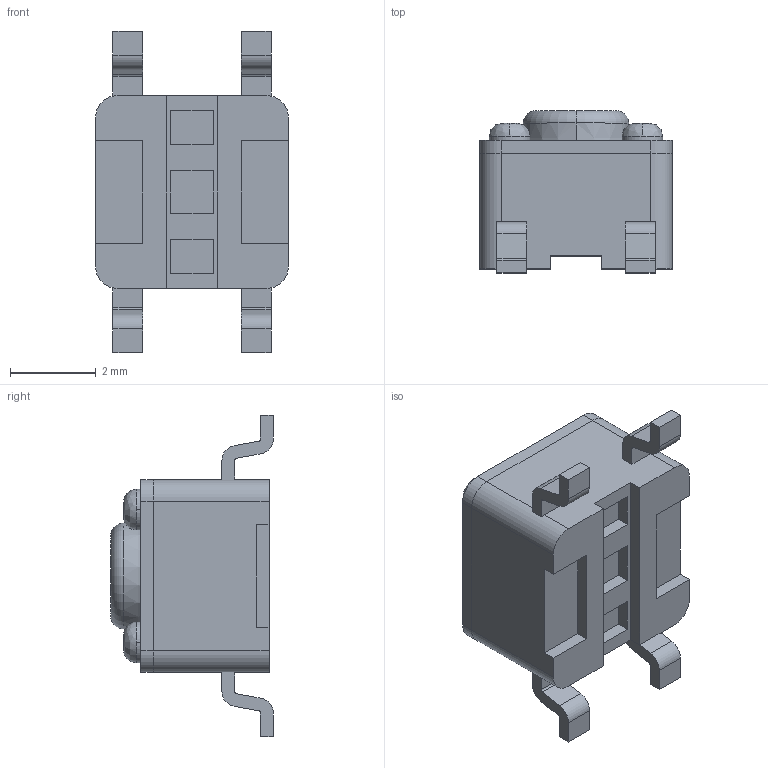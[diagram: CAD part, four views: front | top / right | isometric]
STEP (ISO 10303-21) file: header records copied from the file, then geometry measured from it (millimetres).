
FILE_DESCRIPTION (( 'STEP AP214' ), '1' );
FILE_NAME ('TL3305AF260QG.STEP', '2022-03-28T15:17:17', ( '' ), ( '' ), 'SwSTEP 2.0', 'SolidWorks 2017', '' );
FILE_SCHEMA (( 'AUTOMOTIVE_DESIGN' ));
Length unit declared in the file: millimetre
Products named in the file (1): TL3305AF260QG
Bounding box: 4.5 x 3.8 x 7.5 mm (x, y, z)
Volume: 49.8 mm3; surface area: 223.8 mm2
Topology: 12 solids, 12 shells, 227 faces, 567 edges, 372 vertices
Faces by surface type: plane 140, cylinder 72, bspline 8, cone 4, torus 2, sphere 1
Entity records: 7029 total; most frequent: CARTESIAN_POINT 1362, DIRECTION 1166, ORIENTED_EDGE 1120, EDGE_CURVE 560, AXIS2_PLACEMENT_3D 394, LINE 378, VECTOR 378, VERTEX_POINT 370
